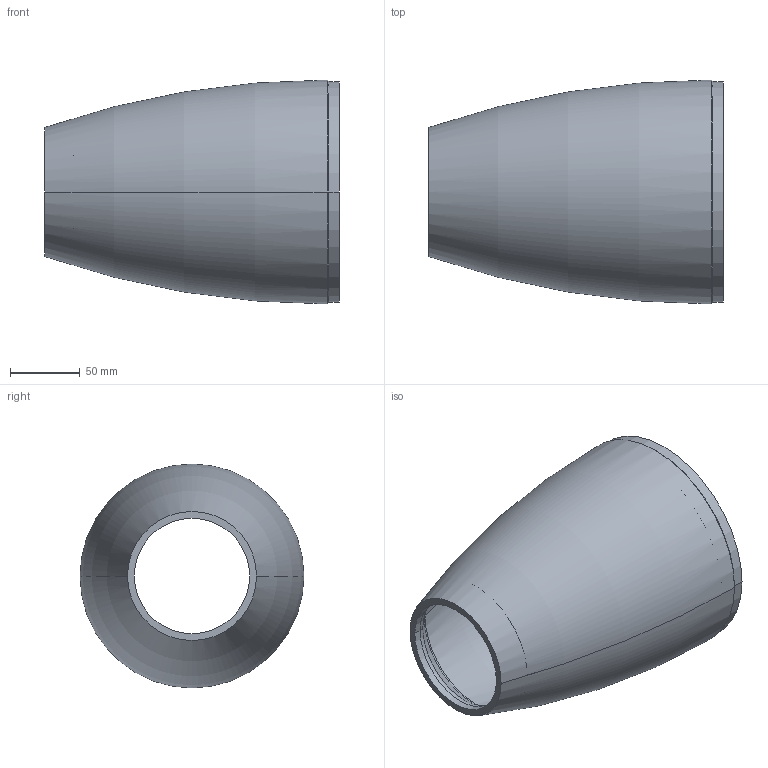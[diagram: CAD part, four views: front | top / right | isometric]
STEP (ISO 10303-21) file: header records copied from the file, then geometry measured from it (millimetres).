
FILE_DESCRIPTION (( 'STEP AP214' ), '1' );
FILE_NAME ('Tailcone2Wall.STEP', '2024-01-18T22:14:48', ( '' ), ( '' ), 'SwSTEP 2.0', 'SolidWorks 2023', '' );
FILE_SCHEMA (( 'AUTOMOTIVE_DESIGN' ));
Length unit declared in the file: inch
Products named in the file (1): Tailcone2Wall
Bounding box: 211.96 x 161.04 x 161.04 mm (x, y, z)
Volume: 144242.9 mm3; surface area: 189796.7 mm2
Topology: 1 solids, 1 shells, 24 faces, 48 edges, 26 vertices
Faces by surface type: torus 12, cylinder 6, cone 4, plane 2
Entity records: 657 total; most frequent: DIRECTION 136, CARTESIAN_POINT 99, ORIENTED_EDGE 96, AXIS2_PLACEMENT_3D 63, EDGE_CURVE 48, CIRCLE 38, VERTEX_POINT 26, EDGE_LOOP 26
